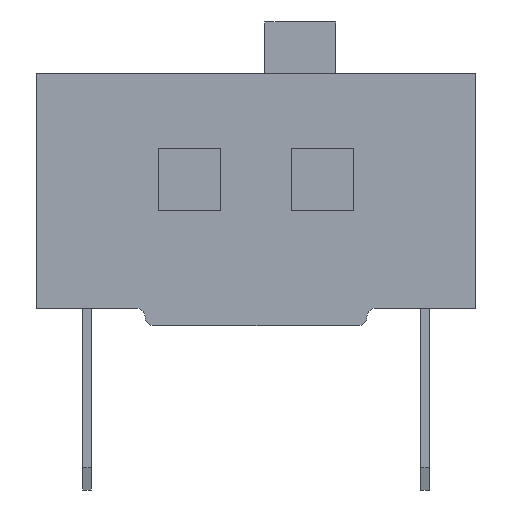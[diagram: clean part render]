
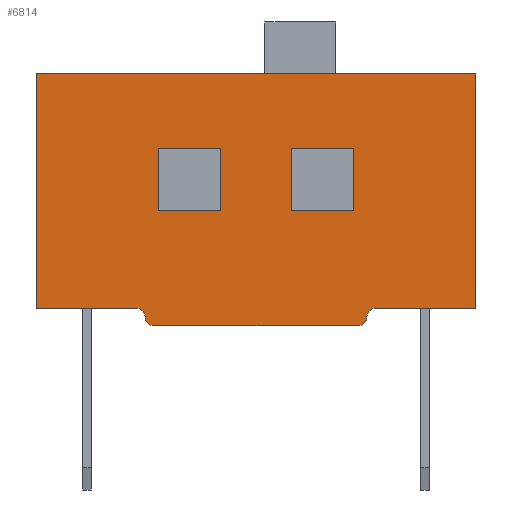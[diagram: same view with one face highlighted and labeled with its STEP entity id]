
A CAD part, left-side view. The second image highlights one B-rep face of the part: STEP entity #6814.
In plain terms, the highlighted planar face has unit normal (-1, 0, 0).
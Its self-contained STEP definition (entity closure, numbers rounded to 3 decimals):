
#214=CIRCLE('',#7109,0.2);
#215=CIRCLE('',#7110,0.2);
#216=CIRCLE('',#7111,0.2);
#217=CIRCLE('',#7112,0.2);
#232=ORIENTED_EDGE('',*,*,#1692,.T.);
#233=ORIENTED_EDGE('',*,*,#1693,.T.);
#234=ORIENTED_EDGE('',*,*,#1694,.T.);
#235=ORIENTED_EDGE('',*,*,#1695,.T.);
#236=ORIENTED_EDGE('',*,*,#1696,.T.);
#237=ORIENTED_EDGE('',*,*,#1697,.T.);
#238=ORIENTED_EDGE('',*,*,#1698,.T.);
#239=ORIENTED_EDGE('',*,*,#1699,.T.);
#240=ORIENTED_EDGE('',*,*,#1700,.F.);
#241=ORIENTED_EDGE('',*,*,#1701,.F.);
#242=ORIENTED_EDGE('',*,*,#1702,.T.);
#243=ORIENTED_EDGE('',*,*,#1703,.T.);
#244=ORIENTED_EDGE('',*,*,#1704,.T.);
#245=ORIENTED_EDGE('',*,*,#1705,.T.);
#246=ORIENTED_EDGE('',*,*,#1706,.T.);
#247=ORIENTED_EDGE('',*,*,#1707,.T.);
#248=ORIENTED_EDGE('',*,*,#1708,.T.);
#249=ORIENTED_EDGE('',*,*,#1709,.T.);
#1692=EDGE_CURVE('',#2422,#2423,#2910,.T.);
#1693=EDGE_CURVE('',#2423,#2424,#2911,.T.);
#1694=EDGE_CURVE('',#2424,#2425,#2912,.T.);
#1695=EDGE_CURVE('',#2425,#2422,#2913,.T.);
#1696=EDGE_CURVE('',#2426,#2427,#2914,.T.);
#1697=EDGE_CURVE('',#2427,#2428,#214,.F.);
#1698=EDGE_CURVE('',#2428,#2429,#215,.T.);
#1699=EDGE_CURVE('',#2429,#2430,#2915,.T.);
#1700=EDGE_CURVE('',#2431,#2430,#2916,.T.);
#1701=EDGE_CURVE('',#2432,#2431,#2917,.T.);
#1702=EDGE_CURVE('',#2432,#2433,#2918,.T.);
#1703=EDGE_CURVE('',#2433,#2434,#2919,.T.);
#1704=EDGE_CURVE('',#2434,#2435,#216,.T.);
#1705=EDGE_CURVE('',#2435,#2426,#217,.F.);
#1706=EDGE_CURVE('',#2436,#2437,#2920,.T.);
#1707=EDGE_CURVE('',#2437,#2438,#2921,.T.);
#1708=EDGE_CURVE('',#2438,#2439,#2922,.T.);
#1709=EDGE_CURVE('',#2439,#2436,#2923,.T.);
#2422=VERTEX_POINT('',#8556);
#2423=VERTEX_POINT('',#8557);
#2424=VERTEX_POINT('',#8559);
#2425=VERTEX_POINT('',#8561);
#2426=VERTEX_POINT('',#8564);
#2427=VERTEX_POINT('',#8565);
#2428=VERTEX_POINT('',#8567);
#2429=VERTEX_POINT('',#8569);
#2430=VERTEX_POINT('',#8571);
#2431=VERTEX_POINT('',#8573);
#2432=VERTEX_POINT('',#8575);
#2433=VERTEX_POINT('',#8577);
#2434=VERTEX_POINT('',#8579);
#2435=VERTEX_POINT('',#8581);
#2436=VERTEX_POINT('',#8584);
#2437=VERTEX_POINT('',#8585);
#2438=VERTEX_POINT('',#8587);
#2439=VERTEX_POINT('',#8589);
#2910=LINE('',#8555,#3492);
#2911=LINE('',#8558,#3493);
#2912=LINE('',#8560,#3494);
#2913=LINE('',#8562,#3495);
#2914=LINE('',#8563,#3496);
#2915=LINE('',#8570,#3497);
#2916=LINE('',#8572,#3498);
#2917=LINE('',#8574,#3499);
#2918=LINE('',#8576,#3500);
#2919=LINE('',#8578,#3501);
#2920=LINE('',#8583,#3502);
#2921=LINE('',#8586,#3503);
#2922=LINE('',#8588,#3504);
#2923=LINE('',#8590,#3505);
#3492=VECTOR('',#7399,1000.);
#3493=VECTOR('',#7400,1000.);
#3494=VECTOR('',#7401,1000.);
#3495=VECTOR('',#7402,1000.);
#3496=VECTOR('',#7403,1000.);
#3497=VECTOR('',#7408,1000.);
#3498=VECTOR('',#7409,1000.);
#3499=VECTOR('',#7410,1000.);
#3500=VECTOR('',#7411,1000.);
#3501=VECTOR('',#7412,1000.);
#3502=VECTOR('',#7417,1000.);
#3503=VECTOR('',#7418,1000.);
#3504=VECTOR('',#7419,1000.);
#3505=VECTOR('',#7420,1000.);
#4074=EDGE_LOOP('',(#232,#233,#234,#235));
#4075=EDGE_LOOP('',(#236,#237,#238,#239,#240,#241,#242,#243,#244,#245));
#4076=EDGE_LOOP('',(#246,#247,#248,#249));
#4396=FACE_BOUND('',#4074,.T.);
#4397=FACE_BOUND('',#4075,.T.);
#4398=FACE_BOUND('',#4076,.T.);
#4718=PLANE('',#7108);
#6814=ADVANCED_FACE('',(#4396,#4397,#4398),#4718,.F.);
#7108=AXIS2_PLACEMENT_3D('',#8554,#7397,#7398);
#7109=AXIS2_PLACEMENT_3D('',#8566,#7404,#7405);
#7110=AXIS2_PLACEMENT_3D('',#8568,#7406,#7407);
#7111=AXIS2_PLACEMENT_3D('',#8580,#7413,#7414);
#7112=AXIS2_PLACEMENT_3D('',#8582,#7415,#7416);
#7397=DIRECTION('',(1.,0.,0.));
#7398=DIRECTION('',(0.,0.,-1.));
#7399=DIRECTION('',(0.,1.,0.));
#7400=DIRECTION('',(0.,0.,1.));
#7401=DIRECTION('',(0.,-1.,0.));
#7402=DIRECTION('',(0.,0.,-1.));
#7403=DIRECTION('',(0.,-1.,0.));
#7404=DIRECTION('',(1.,0.,0.));
#7405=DIRECTION('',(0.,0.,-1.));
#7406=DIRECTION('',(1.,0.,0.));
#7407=DIRECTION('',(0.,0.,-1.));
#7408=DIRECTION('',(0.,-1.,0.));
#7409=DIRECTION('',(0.,0.,-1.));
#7410=DIRECTION('',(0.,-1.,0.));
#7411=DIRECTION('',(0.,0.,-1.));
#7412=DIRECTION('',(0.,-1.,0.));
#7413=DIRECTION('',(1.,0.,0.));
#7414=DIRECTION('',(0.,0.,-1.));
#7415=DIRECTION('',(1.,0.,0.));
#7416=DIRECTION('',(0.,0.,-1.));
#7417=DIRECTION('',(0.,1.,0.));
#7418=DIRECTION('',(0.,0.,1.));
#7419=DIRECTION('',(0.,-1.,0.));
#7420=DIRECTION('',(0.,0.,-1.));
#8554=CARTESIAN_POINT('',(-8.12,4.95,5.3));
#8555=CARTESIAN_POINT('',(-8.12,0.8,2.2));
#8556=CARTESIAN_POINT('',(-8.12,0.8,2.2));
#8557=CARTESIAN_POINT('',(-8.12,2.2,2.2));
#8558=CARTESIAN_POINT('',(-8.12,2.2,2.2));
#8559=CARTESIAN_POINT('',(-8.12,2.2,3.6));
#8560=CARTESIAN_POINT('',(-8.12,2.2,3.6));
#8561=CARTESIAN_POINT('',(-8.12,0.8,3.6));
#8562=CARTESIAN_POINT('',(-8.12,0.8,3.6));
#8563=CARTESIAN_POINT('',(-8.12,2.5,-0.4));
#8564=CARTESIAN_POINT('',(-8.12,2.3,-0.4));
#8565=CARTESIAN_POINT('',(-8.12,-2.3,-0.4));
#8566=CARTESIAN_POINT('',(-8.12,-2.3,-0.2));
#8567=CARTESIAN_POINT('',(-8.12,-2.5,-0.2));
#8568=CARTESIAN_POINT('',(-8.12,-2.7,-0.2));
#8569=CARTESIAN_POINT('',(-8.12,-2.7,0.));
#8570=CARTESIAN_POINT('',(-8.12,4.95,0.));
#8571=CARTESIAN_POINT('',(-8.12,-4.95,0.));
#8572=CARTESIAN_POINT('',(-8.12,-4.95,5.3));
#8573=CARTESIAN_POINT('',(-8.12,-4.95,5.3));
#8574=CARTESIAN_POINT('',(-8.12,4.95,5.3));
#8575=CARTESIAN_POINT('',(-8.12,4.95,5.3));
#8576=CARTESIAN_POINT('',(-8.12,4.95,5.3));
#8577=CARTESIAN_POINT('',(-8.12,4.95,0.));
#8578=CARTESIAN_POINT('',(-8.12,4.95,0.));
#8579=CARTESIAN_POINT('',(-8.12,2.7,0.));
#8580=CARTESIAN_POINT('',(-8.12,2.7,-0.2));
#8581=CARTESIAN_POINT('',(-8.12,2.5,-0.2));
#8582=CARTESIAN_POINT('',(-8.12,2.3,-0.2));
#8583=CARTESIAN_POINT('',(-8.12,-2.2,2.2));
#8584=CARTESIAN_POINT('',(-8.12,-2.2,2.2));
#8585=CARTESIAN_POINT('',(-8.12,-0.8,2.2));
#8586=CARTESIAN_POINT('',(-8.12,-0.8,2.2));
#8587=CARTESIAN_POINT('',(-8.12,-0.8,3.6));
#8588=CARTESIAN_POINT('',(-8.12,-0.8,3.6));
#8589=CARTESIAN_POINT('',(-8.12,-2.2,3.6));
#8590=CARTESIAN_POINT('',(-8.12,-2.2,3.6));
